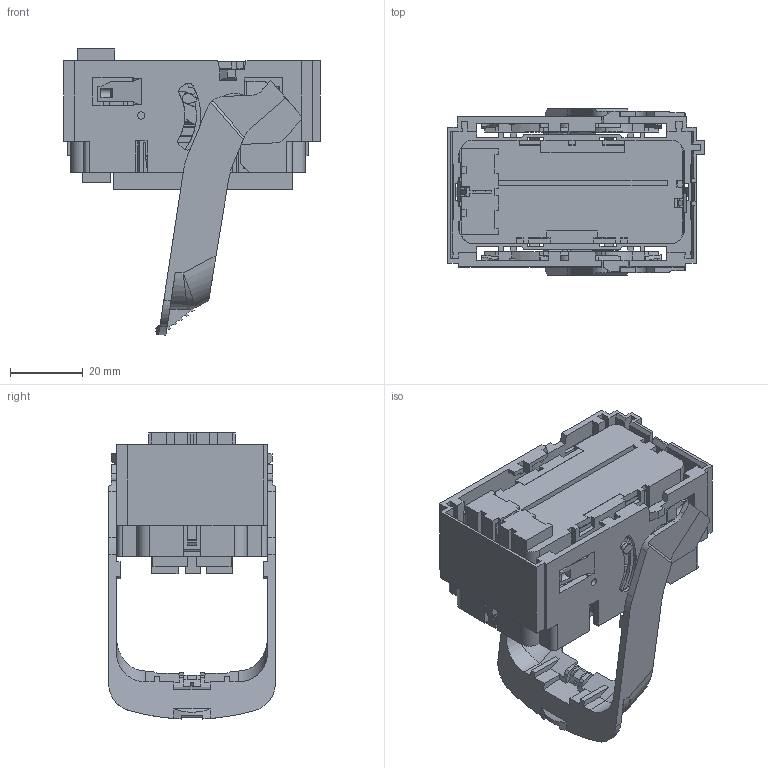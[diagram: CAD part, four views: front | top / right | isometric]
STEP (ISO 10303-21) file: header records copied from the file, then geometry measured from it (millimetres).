
FILE_DESCRIPTION(/* description */ (''),/* implementation_level */ '2;1');
FILE_NAME(/* name */ '35330114_ENV10_01.stp',/* time_stamp */ '2024-01-24T14:39:36+08:00',/* author */ (''),/* organization */ (''),/* preprocessor_version */ 'ST-DEVELOPER v16',/* originating_system */ 'SIEMENS PLM Software NX 11.0',/* authorisation */ '');
FILE_SCHEMA (('AUTOMOTIVE_DESIGN { 1 0 10303 214 3 1 1 1 }'));
Length unit declared in the file: millimetre
Products named in the file (1): 35330114_ENV10_01
Bounding box: 70.44 x 45.65 x 78.42 mm (x, y, z)
Volume: 75016.6 mm3; surface area: 33598.5 mm2
Topology: 1 solids, 1 shells, 1230 faces, 3667 edges, 2410 vertices
Faces by surface type: plane 1026, cylinder 179, cone 22, bspline 3
Full cylindrical faces by diameter (mm): 1.6 x2, 2 x2, 2.9 x2
Entity records: 41095 total; most frequent: CARTESIAN_POINT 7652, ORIENTED_EDGE 7308, DIRECTION 6541, EDGE_CURVE 3654, LINE 3145, VECTOR 3145, VERTEX_POINT 2406, AXIS2_PLACEMENT_3D 1698
